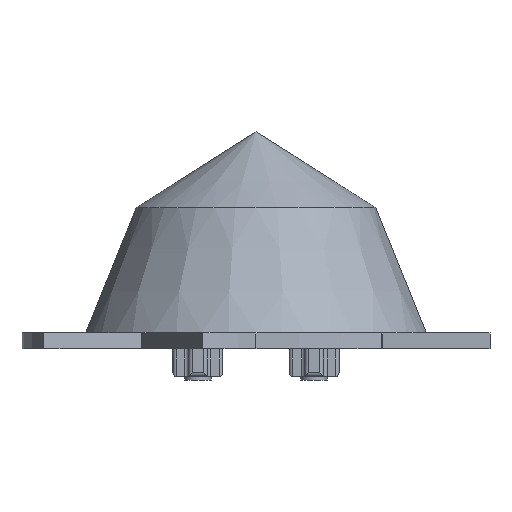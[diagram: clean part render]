
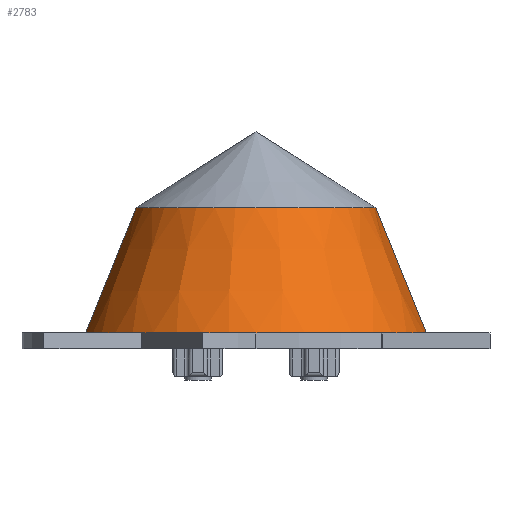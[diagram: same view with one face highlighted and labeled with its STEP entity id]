
A CAD part, front view. The second image highlights one B-rep face of the part: STEP entity #2783.
In plain terms, the highlighted conical face has half-angle 21.995 degrees and reference radius 6.466 mm.
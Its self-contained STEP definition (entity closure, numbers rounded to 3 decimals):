
#63 = DIRECTION ( 'NONE',  ( -1., 0., 0. ) ) ;
#72 = CARTESIAN_POINT ( 'NONE',  ( 0., 0., 0. ) ) ;
#132 = VERTEX_POINT ( 'NONE', #1118 ) ;
#142 = ORIENTED_EDGE ( 'NONE', *, *, #2418, .F. ) ;
#208 = CARTESIAN_POINT ( 'NONE',  ( -8.339, -3.889, 0. ) ) ;
#328 = AXIS2_PLACEMENT_3D ( 'NONE', #2897, #2240, #861 ) ;
#389 = AXIS2_PLACEMENT_3D ( 'NONE', #1978, #845, #403 ) ;
#390 = CIRCLE ( 'NONE', #2509, 9.201 ) ;
#397 = VECTOR ( 'NONE', #2383, 1000. ) ;
#403 = DIRECTION ( 'NONE',  ( -1., 0., 0. ) ) ;
#511 = CIRCLE ( 'NONE', #921, 6.466 ) ;
#591 = ORIENTED_EDGE ( 'NONE', *, *, #813, .F. ) ;
#705 = CARTESIAN_POINT ( 'NONE',  ( 6.466, 0., 6.772 ) ) ;
#734 = DIRECTION ( 'NONE',  ( 0., 0., -1. ) ) ;
#775 = CARTESIAN_POINT ( 'NONE',  ( -6.466, 0., 6.772 ) ) ;
#807 = ORIENTED_EDGE ( 'NONE', *, *, #968, .T. ) ;
#813 = EDGE_CURVE ( 'NONE', #2908, #132, #1485, .T. ) ;
#831 = ORIENTED_EDGE ( 'NONE', *, *, #1292, .F. ) ;
#841 = VERTEX_POINT ( 'NONE', #208 ) ;
#845 = DIRECTION ( 'NONE',  ( 0., 0., -1. ) ) ;
#861 = DIRECTION ( 'NONE',  ( -1., 0., 0. ) ) ;
#895 = LINE ( 'NONE', #775, #2560 ) ;
#921 = AXIS2_PLACEMENT_3D ( 'NONE', #1439, #734, #63 ) ;
#932 = VERTEX_POINT ( 'NONE', #2084 ) ;
#967 = DIRECTION ( 'NONE',  ( -1., 0., 0. ) ) ;
#968 = EDGE_CURVE ( 'NONE', #1912, #1011, #511, .T. ) ;
#972 = CARTESIAN_POINT ( 'NONE',  ( 6.466, 0., 6.772 ) ) ;
#1001 = LINE ( 'NONE', #972, #397 ) ;
#1006 = EDGE_CURVE ( 'NONE', #1011, #2131, #895, .T. ) ;
#1011 = VERTEX_POINT ( 'NONE', #2368 ) ;
#1044 = ORIENTED_EDGE ( 'NONE', *, *, #1006, .T. ) ;
#1082 = DIRECTION ( 'NONE',  ( -1., 0., 0. ) ) ;
#1095 = EDGE_LOOP ( 'NONE', ( #2678, #807, #1044, #142, #831, #1357, #591 ) ) ;
#1118 = CARTESIAN_POINT ( 'NONE',  ( 3.889, -8.339, 0. ) ) ;
#1191 = DIRECTION ( 'NONE',  ( -0.375, 0., -0.927 ) ) ;
#1226 = DIRECTION ( 'NONE',  ( -1., 0., 0. ) ) ;
#1292 = EDGE_CURVE ( 'NONE', #932, #841, #1857, .T. ) ;
#1357 = ORIENTED_EDGE ( 'NONE', *, *, #2614, .F. ) ;
#1439 = CARTESIAN_POINT ( 'NONE',  ( 0., 0., 6.772 ) ) ;
#1443 = DIRECTION ( 'NONE',  ( 0., 0., -1. ) ) ;
#1444 = FACE_OUTER_BOUND ( 'NONE', #1095, .T. ) ;
#1485 = CIRCLE ( 'NONE', #1660, 9.201 ) ;
#1533 = CARTESIAN_POINT ( 'NONE',  ( 0., 0., 0. ) ) ;
#1587 = EDGE_CURVE ( 'NONE', #1912, #2908, #1001, .T. ) ;
#1598 = CARTESIAN_POINT ( 'NONE',  ( 9.201, 0., 0. ) ) ;
#1660 = AXIS2_PLACEMENT_3D ( 'NONE', #1533, #2485, #1082 ) ;
#1707 = AXIS2_PLACEMENT_3D ( 'NONE', #2828, #1443, #1226 ) ;
#1857 = CIRCLE ( 'NONE', #389, 9.201 ) ;
#1886 = CIRCLE ( 'NONE', #1707, 9.201 ) ;
#1912 = VERTEX_POINT ( 'NONE', #705 ) ;
#1978 = CARTESIAN_POINT ( 'NONE',  ( 0., 0., 0. ) ) ;
#2084 = CARTESIAN_POINT ( 'NONE',  ( 0., -9.201, 0. ) ) ;
#2092 = DIRECTION ( 'NONE',  ( 0., 0., -1. ) ) ;
#2131 = VERTEX_POINT ( 'NONE', #2873 ) ;
#2240 = DIRECTION ( 'NONE',  ( 0., 0., -1. ) ) ;
#2368 = CARTESIAN_POINT ( 'NONE',  ( -6.466, 0., 6.772 ) ) ;
#2383 = DIRECTION ( 'NONE',  ( 0.375, 0., -0.927 ) ) ;
#2418 = EDGE_CURVE ( 'NONE', #841, #2131, #390, .T. ) ;
#2470 = CONICAL_SURFACE ( 'NONE', #328, 6.466, 0.384 ) ;
#2485 = DIRECTION ( 'NONE',  ( 0., 0., -1. ) ) ;
#2509 = AXIS2_PLACEMENT_3D ( 'NONE', #72, #2092, #967 ) ;
#2560 = VECTOR ( 'NONE', #1191, 1000. ) ;
#2614 = EDGE_CURVE ( 'NONE', #132, #932, #1886, .T. ) ;
#2678 = ORIENTED_EDGE ( 'NONE', *, *, #1587, .F. ) ;
#2783 = ADVANCED_FACE ( 'NONE', ( #1444 ), #2470, .T. ) ;
#2828 = CARTESIAN_POINT ( 'NONE',  ( 0., 0., 0. ) ) ;
#2873 = CARTESIAN_POINT ( 'NONE',  ( -9.201, 0., 0. ) ) ;
#2897 = CARTESIAN_POINT ( 'NONE',  ( 0., 0., 6.772 ) ) ;
#2908 = VERTEX_POINT ( 'NONE', #1598 ) ;
